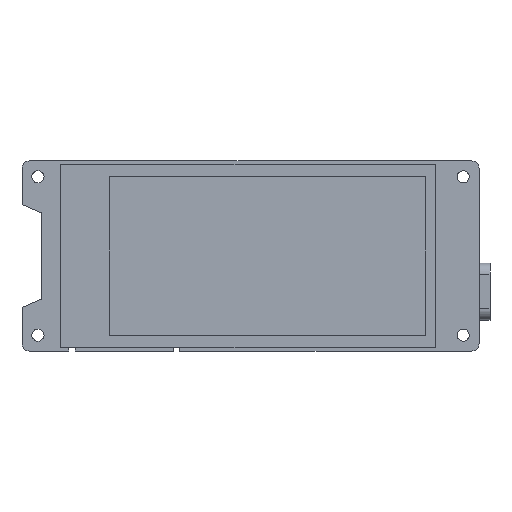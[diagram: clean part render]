
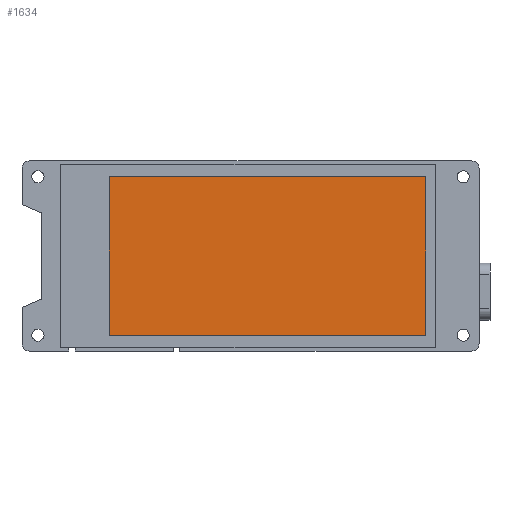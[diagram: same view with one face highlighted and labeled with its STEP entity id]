
A CAD part, top view. The second image highlights one B-rep face of the part: STEP entity #1634.
In plain terms, the highlighted planar face has unit normal (0, 0, 1).
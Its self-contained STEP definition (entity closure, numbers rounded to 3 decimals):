
#126=FACE_OUTER_BOUND('',#229,.T.);
#229=EDGE_LOOP('',(#1446,#1447,#1448,#1449));
#442=LINE('',#2618,#640);
#445=LINE('',#2624,#643);
#448=LINE('',#2630,#646);
#451=LINE('',#2634,#649);
#640=VECTOR('',#2157,10.);
#643=VECTOR('',#2162,10.);
#646=VECTOR('',#2167,10.);
#649=VECTOR('',#2172,10.);
#796=VERTEX_POINT('',#2615);
#797=VERTEX_POINT('',#2617);
#799=VERTEX_POINT('',#2623);
#801=VERTEX_POINT('',#2629);
#1012=EDGE_CURVE('',#797,#796,#442,.T.);
#1015=EDGE_CURVE('',#799,#797,#445,.T.);
#1018=EDGE_CURVE('',#801,#799,#448,.T.);
#1021=EDGE_CURVE('',#796,#801,#451,.T.);
#1446=ORIENTED_EDGE('',*,*,#1021,.T.);
#1447=ORIENTED_EDGE('',*,*,#1018,.T.);
#1448=ORIENTED_EDGE('',*,*,#1015,.T.);
#1449=ORIENTED_EDGE('',*,*,#1012,.T.);
#1547=PLANE('',#1761);
#1634=ADVANCED_FACE('',(#126),#1547,.T.);
#1761=AXIS2_PLACEMENT_3D('',#2635,#2173,#2174);
#2157=DIRECTION('',(0.,-1.,0.));
#2162=DIRECTION('',(-1.,0.,0.));
#2167=DIRECTION('',(0.,1.,0.));
#2172=DIRECTION('',(1.,0.,0.));
#2173=DIRECTION('center_axis',(0.,0.,1.));
#2174=DIRECTION('ref_axis',(1.,0.,0.));
#2615=CARTESIAN_POINT('',(13.81,2.51,2.99));
#2617=CARTESIAN_POINT('',(13.81,27.51,2.99));
#2618=CARTESIAN_POINT('',(13.81,2.51,2.99));
#2623=CARTESIAN_POINT('',(63.81,27.51,2.99));
#2624=CARTESIAN_POINT('',(13.81,27.51,2.99));
#2629=CARTESIAN_POINT('',(63.81,2.51,2.99));
#2630=CARTESIAN_POINT('',(63.81,27.51,2.99));
#2634=CARTESIAN_POINT('',(63.81,2.51,2.99));
#2635=CARTESIAN_POINT('Origin',(38.81,15.01,2.99));
